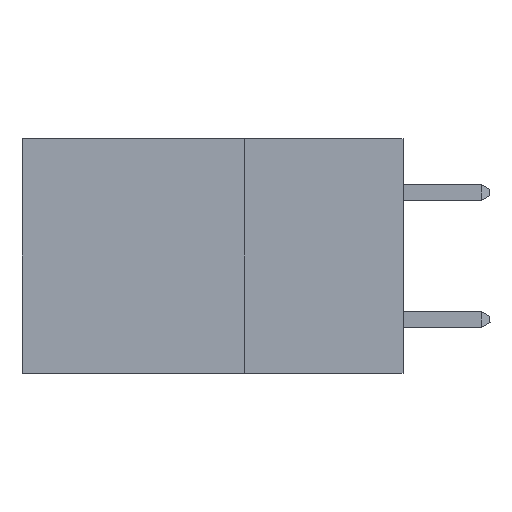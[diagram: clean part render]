
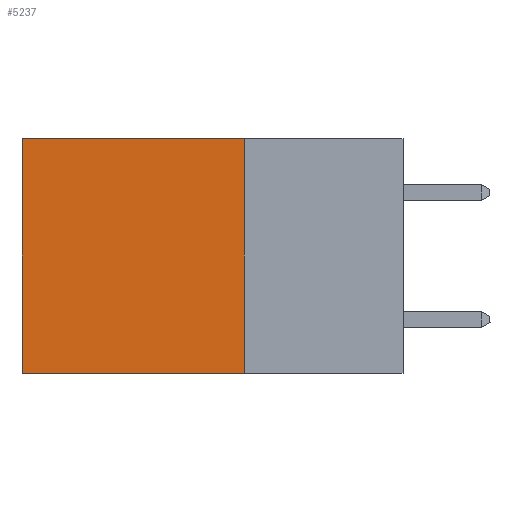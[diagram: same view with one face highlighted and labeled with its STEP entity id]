
A CAD part, left-side view. The second image highlights one B-rep face of the part: STEP entity #5237.
In plain terms, the highlighted planar face has unit normal (-1, 0, 0).
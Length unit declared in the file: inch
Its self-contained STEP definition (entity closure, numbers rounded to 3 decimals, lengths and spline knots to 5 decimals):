
#343 = VERTEX_POINT ( 'NONE', #5774 ) ;
#521 = CARTESIAN_POINT ( 'NONE',  ( 0.2875, 0.6, -0.37 ) ) ;
#1024 = CARTESIAN_POINT ( 'NONE',  ( 0.2875, 0.25, 0. ) ) ;
#1374 = LINE ( 'NONE', #13502, #20710 ) ;
#1964 = EDGE_CURVE ( 'NONE', #7464, #18402, #19048, .T. ) ;
#2364 = CARTESIAN_POINT ( 'NONE',  ( 0.2875, 0.6, 0. ) ) ;
#2470 = CARTESIAN_POINT ( 'NONE',  ( 0.2875, 0.25, -0.37 ) ) ;
#4120 = EDGE_CURVE ( 'NONE', #7464, #343, #1374, .T. ) ;
#5237 = ADVANCED_FACE ( 'NONE', ( #9396 ), #26594, .F. ) ;
#5625 = VECTOR ( 'NONE', #9531, 39.37008 ) ;
#5774 = CARTESIAN_POINT ( 'NONE',  ( 0.2875, 0.25, -0.37 ) ) ;
#7464 = VERTEX_POINT ( 'NONE', #25394 ) ;
#8101 = EDGE_CURVE ( 'NONE', #18402, #19916, #22071, .T. ) ;
#8134 = EDGE_CURVE ( 'NONE', #343, #19916, #14052, .T. ) ;
#9396 = FACE_OUTER_BOUND ( 'NONE', #14133, .T. ) ;
#9531 = DIRECTION ( 'NONE',  ( 0., 0., -1. ) ) ;
#9648 = ORIENTED_EDGE ( 'NONE', *, *, #8134, .F. ) ;
#10040 = VECTOR ( 'NONE', #18611, 39.37008 ) ;
#10398 = DIRECTION ( 'NONE',  ( 0., 1., 0. ) ) ;
#10649 = CARTESIAN_POINT ( 'NONE',  ( 0.2875, 0.6, 0. ) ) ;
#11499 = ORIENTED_EDGE ( 'NONE', *, *, #8101, .T. ) ;
#13502 = CARTESIAN_POINT ( 'NONE',  ( 0.2875, 0.25, 0. ) ) ;
#14052 = LINE ( 'NONE', #2470, #10040 ) ;
#14133 = EDGE_LOOP ( 'NONE', ( #11499, #9648, #21830, #24205 ) ) ;
#16356 = DIRECTION ( 'NONE',  ( 0., 0., -1. ) ) ;
#17659 = DIRECTION ( 'NONE',  ( 1., 0., 0. ) ) ;
#18402 = VERTEX_POINT ( 'NONE', #10649 ) ;
#18611 = DIRECTION ( 'NONE',  ( 0., 1., 0. ) ) ;
#19020 = VECTOR ( 'NONE', #10398, 39.37008 ) ;
#19048 = LINE ( 'NONE', #24479, #19020 ) ;
#19916 = VERTEX_POINT ( 'NONE', #521 ) ;
#20710 = VECTOR ( 'NONE', #16356, 39.37008 ) ;
#21830 = ORIENTED_EDGE ( 'NONE', *, *, #4120, .F. ) ;
#22071 = LINE ( 'NONE', #2364, #5625 ) ;
#24205 = ORIENTED_EDGE ( 'NONE', *, *, #1964, .T. ) ;
#24479 = CARTESIAN_POINT ( 'NONE',  ( 0.2875, 0.25, 0. ) ) ;
#25394 = CARTESIAN_POINT ( 'NONE',  ( 0.2875, 0.25, 0. ) ) ;
#26594 = PLANE ( 'NONE',  #29362 ) ;
#29350 = DIRECTION ( 'NONE',  ( 0., 0., -1. ) ) ;
#29362 = AXIS2_PLACEMENT_3D ( 'NONE', #1024, #17659, #29350 ) ;
